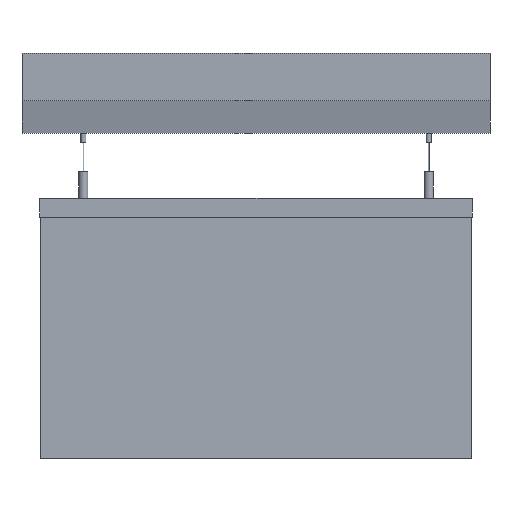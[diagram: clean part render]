
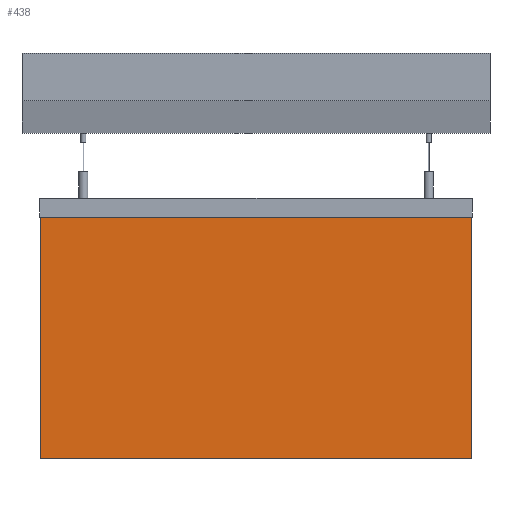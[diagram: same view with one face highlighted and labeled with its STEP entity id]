
A CAD part, front view. The second image highlights one B-rep face of the part: STEP entity #438.
In plain terms, the highlighted planar face has unit normal (0, -1, 0).
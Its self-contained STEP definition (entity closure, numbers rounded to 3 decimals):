
#50=ORIENTED_EDGE('',*,*,#156,.T.);
#51=ORIENTED_EDGE('',*,*,#149,.F.);
#52=ORIENTED_EDGE('',*,*,#157,.F.);
#53=ORIENTED_EDGE('',*,*,#154,.T.);
#149=EDGE_CURVE('',#203,#200,#243,.T.);
#154=EDGE_CURVE('',#207,#206,#248,.T.);
#156=EDGE_CURVE('',#206,#200,#250,.T.);
#157=EDGE_CURVE('',#207,#203,#251,.T.);
#200=VERTEX_POINT('',#647);
#203=VERTEX_POINT('',#652);
#206=VERTEX_POINT('',#662);
#207=VERTEX_POINT('',#664);
#243=LINE('',#653,#285);
#248=LINE('',#663,#290);
#250=LINE('',#667,#292);
#251=LINE('',#668,#293);
#285=VECTOR('',#525,1000.);
#290=VECTOR('',#534,1000.);
#292=VECTOR('',#538,1000.);
#293=VECTOR('',#539,1000.);
#327=EDGE_LOOP('',(#50,#51,#52,#53));
#371=FACE_BOUND('',#327,.T.);
#415=PLANE('',#480);
#438=ADVANCED_FACE('',(#371),#415,.F.);
#480=AXIS2_PLACEMENT_3D('',#666,#536,#537);
#525=DIRECTION('',(0.,0.,1.));
#534=DIRECTION('',(0.,0.,1.));
#536=DIRECTION('',(0.,1.,0.));
#537=DIRECTION('',(-1.,0.,0.));
#538=DIRECTION('',(-1.,0.,0.));
#539=DIRECTION('',(-1.,0.,0.));
#647=CARTESIAN_POINT('',(13.9,-4.,-120.596));
#652=CARTESIAN_POINT('',(13.9,-4.,-305.096));
#653=CARTESIAN_POINT('',(13.9,-4.,-305.096));
#662=CARTESIAN_POINT('',(343.9,-4.,-120.596));
#663=CARTESIAN_POINT('',(343.9,-4.,-305.096));
#664=CARTESIAN_POINT('',(343.9,-4.,-305.096));
#666=CARTESIAN_POINT('',(343.9,-4.,-305.096));
#667=CARTESIAN_POINT('',(343.9,-4.,-120.596));
#668=CARTESIAN_POINT('',(343.9,-4.,-305.096));
